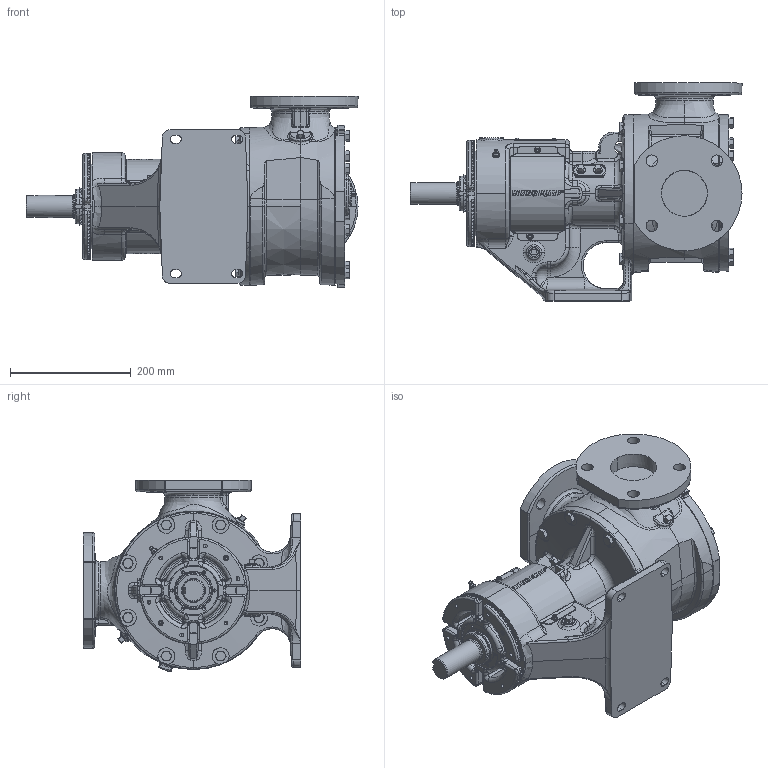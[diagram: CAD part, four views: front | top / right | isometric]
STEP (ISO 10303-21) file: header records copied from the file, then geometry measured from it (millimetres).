
FILE_DESCRIPTION (( 'STEP AP214' ), '1' );
FILE_NAME ('LV-4762.step', '2025-12-05T03:48:53', ( '' ), ( '' ), 'SwSTEP 2.0', 'SolidWorks 2024', '' );
FILE_SCHEMA (( 'AUTOMOTIVE_DESIGN' ));
Products named in the file (1): LV-4762
Bounding box: 549.2 x 360.43 x 317.29 mm (x, y, z)
Volume: 14336925.4 mm3; surface area: 854868.1 mm2
Topology: 1 solids, 1 shells, 4103 faces, 10528 edges, 6552 vertices
Faces by surface type: plane 1339, bspline 1165, cylinder 851, cone 568, torus 117, sphere 63
Entity records: 194159 total; most frequent: CARTESIAN_POINT 104356, ORIENTED_EDGE 20862, DIRECTION 15493, EDGE_CURVE 10431, VERTEX_POINT 6547, AXIS2_PLACEMENT_3D 5713, EDGE_LOOP 4356, FACE_OUTER_BOUND 4103
